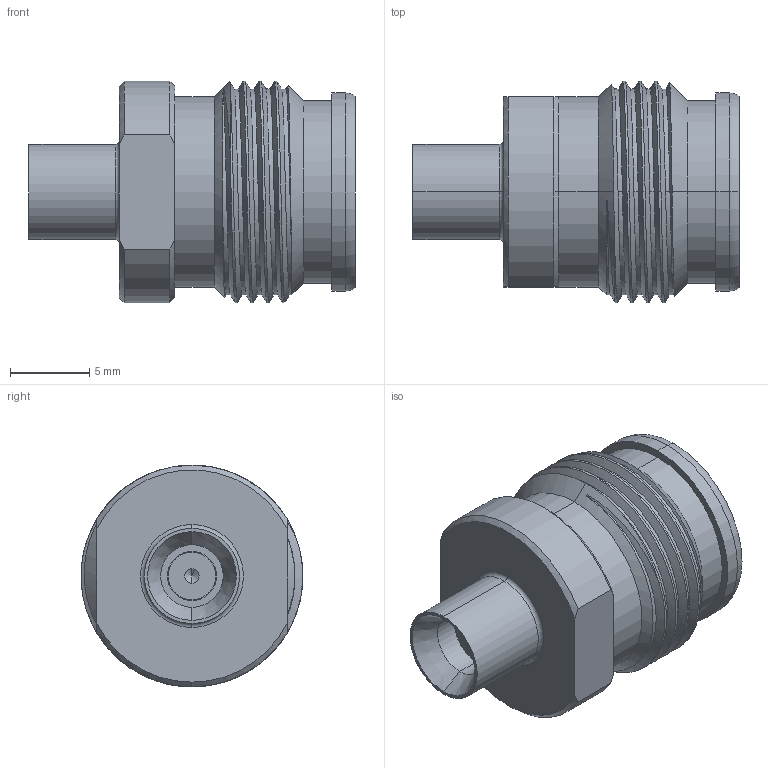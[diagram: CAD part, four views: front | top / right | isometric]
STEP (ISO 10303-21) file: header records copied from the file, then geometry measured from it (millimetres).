
FILE_DESCRIPTION (( 'STEP AP203' ), '1' );
FILE_NAME ('FMCN1937_3D.STEP', '2022-09-02T05:49:36', ( '' ), ( '' ), 'SwSTEP 2.0', 'SolidWorks 2021', '' );
FILE_SCHEMA (( 'CONFIG_CONTROL_DESIGN' ));
Length unit declared in the file: millimetre
Products named in the file (1): FMCN1937_3D
Bounding box: 20.58 x 14 x 14 mm (x, y, z)
Volume: 1246.4 mm3; surface area: 2019.4 mm2
Topology: 1 solids, 2 shells, 216 faces, 545 edges, 347 vertices
Faces by surface type: cylinder 78, plane 63, cone 53, torus 20, bspline 2
Entity records: 8025 total; most frequent: CARTESIAN_POINT 2836, ORIENTED_EDGE 1082, DIRECTION 1061, EDGE_CURVE 541, AXIS2_PLACEMENT_3D 435, VERTEX_POINT 347, EDGE_LOOP 238, CIRCLE 220
